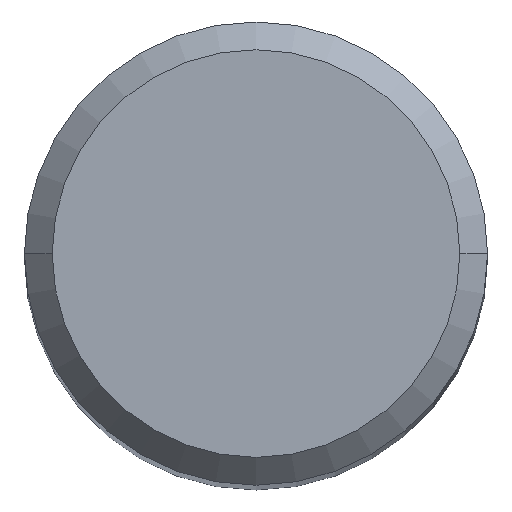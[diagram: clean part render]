
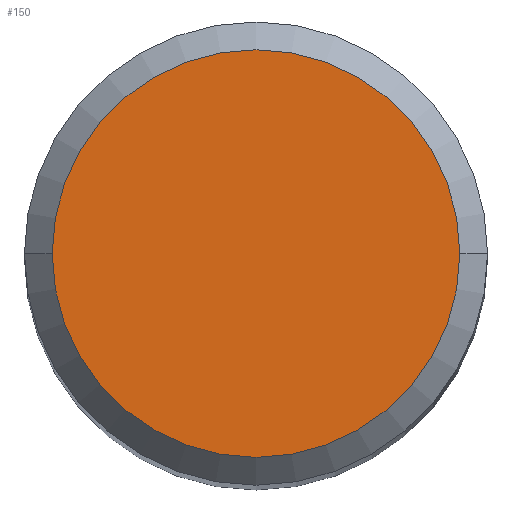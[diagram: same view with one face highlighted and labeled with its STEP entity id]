
A CAD part, top view. The second image highlights one B-rep face of the part: STEP entity #150.
In plain terms, the highlighted planar face has unit normal (0, 0, 1).
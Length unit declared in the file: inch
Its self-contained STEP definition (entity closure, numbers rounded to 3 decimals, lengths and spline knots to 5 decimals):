
#14 = AXIS2_PLACEMENT_3D ( 'NONE', #22, #73, #24 ) ;
#22 = CARTESIAN_POINT ( 'NONE',  ( 0., 0., 2. ) ) ;
#24 = DIRECTION ( 'NONE',  ( 1., 0., 0. ) ) ;
#32 = VERTEX_POINT ( 'NONE', #43 ) ;
#34 = ORIENTED_EDGE ( 'NONE', *, *, #58, .T. ) ;
#38 = PLANE ( 'NONE',  #82 ) ;
#43 = CARTESIAN_POINT ( 'NONE',  ( -0.11, 0., 2. ) ) ;
#58 = EDGE_CURVE ( 'NONE', #151, #32, #199, .T. ) ;
#59 = ORIENTED_EDGE ( 'NONE', *, *, #245, .T. ) ;
#73 = DIRECTION ( 'NONE',  ( 0., 0., 1. ) ) ;
#82 = AXIS2_PLACEMENT_3D ( 'NONE', #106, #130, #87 ) ;
#87 = DIRECTION ( 'NONE',  ( 1., 0., 0. ) ) ;
#106 = CARTESIAN_POINT ( 'NONE',  ( 0., 0., 2. ) ) ;
#123 = EDGE_LOOP ( 'NONE', ( #59, #34 ) ) ;
#130 = DIRECTION ( 'NONE',  ( 0., 0., 1. ) ) ;
#150 = ADVANCED_FACE ( 'NONE', ( #155 ), #38, .T. ) ;
#151 = VERTEX_POINT ( 'NONE', #254 ) ;
#155 = FACE_OUTER_BOUND ( 'NONE', #123, .T. ) ;
#156 = DIRECTION ( 'NONE',  ( 0., 0., 1. ) ) ;
#199 = CIRCLE ( 'NONE', #248, 0.11 ) ;
#222 = DIRECTION ( 'NONE',  ( 1., 0., 0. ) ) ;
#240 = CIRCLE ( 'NONE', #14, 0.11 ) ;
#245 = EDGE_CURVE ( 'NONE', #32, #151, #240, .T. ) ;
#248 = AXIS2_PLACEMENT_3D ( 'NONE', #271, #156, #222 ) ;
#254 = CARTESIAN_POINT ( 'NONE',  ( 0.11, 0., 2. ) ) ;
#271 = CARTESIAN_POINT ( 'NONE',  ( 0., 0., 2. ) ) ;
